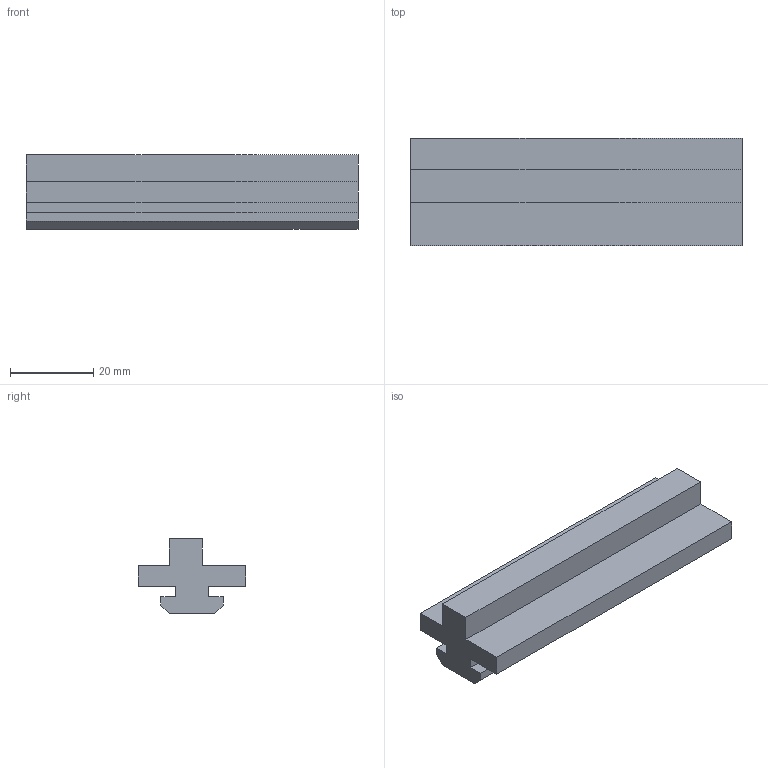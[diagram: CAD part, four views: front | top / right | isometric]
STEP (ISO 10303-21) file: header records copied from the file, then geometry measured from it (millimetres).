
FILE_DESCRIPTION(('STEP AP214'),'1');
FILE_NAME('cctmp_EEC77C74-85E5-42E4-8873-2CCB45D6661C_2021_4_2_15_54_23_924..stp','2021-04-02T13:54:24',('Bosch Rexroth AG'),('CADClick - www.CADClick.com'),'Spatial InterOp 3D',' ','unknown authorization - (Healing Option Enabled)');
FILE_SCHEMA(('AUTOMOTIVE_DESIGN'));
Length unit declared in the file: millimetre
Products named in the file (1): 2021_04_02__15-54-23-924
Bounding box: 80 x 26 x 18 mm (x, y, z)
Volume: 20383.7 mm3; surface area: 8825 mm2
Topology: 1 solids, 1 shells, 38 faces, 90 edges, 60 vertices
Faces by surface type: plane 26, cylinder 12
Entity records: 1426 total; most frequent: DIRECTION 192, CARTESIAN_POINT 189, ORIENTED_EDGE 180, EDGE_CURVE 90, LINE 66, VECTOR 66, AXIS2_PLACEMENT_3D 63, VERTEX_POINT 60
